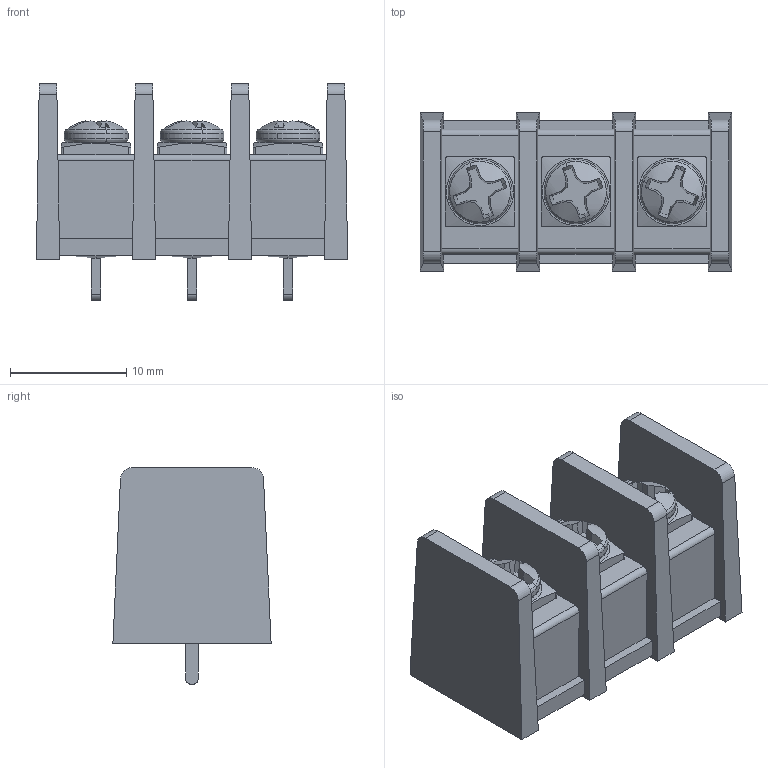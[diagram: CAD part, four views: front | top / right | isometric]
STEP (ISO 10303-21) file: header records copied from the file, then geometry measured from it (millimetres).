
FILE_DESCRIPTION(/* description */ (''),/* implementation_level */ '2;1');
FILE_NAME(/* name */ 'DG35C-B-03P-1Y-00L (H)',/* time_stamp */ '2024-12-06T14:59:45+01:00',/* author */ (''),/* organization */ (''),/* preprocessor_version */ 'ST-DEVELOPER v16.5',/* originating_system */ '',/* authorisation */ '');
FILE_SCHEMA (('AUTOMOTIVE_DESIGN'));
Length unit declared in the file: millimetre
Products named in the file (1): Document
Bounding box: 26.75 x 13.6 x 18.65 mm (x, y, z)
Volume: 3400 mm3; surface area: 2643.2 mm2
Topology: 8 solids, 8 shells, 222 faces, 567 edges, 376 vertices
Faces by surface type: plane 133, bspline 53, cylinder 36
Entity records: 8409 total; most frequent: CARTESIAN_POINT 4707, ORIENTED_EDGE 1134, EDGE_CURVE 567, VERTEX_POINT 376, B_SPLINE_CURVE_WITH_KNOTS 329, EDGE_LOOP 237, ADVANCED_FACE 222, FACE_OUTER_BOUND 222
